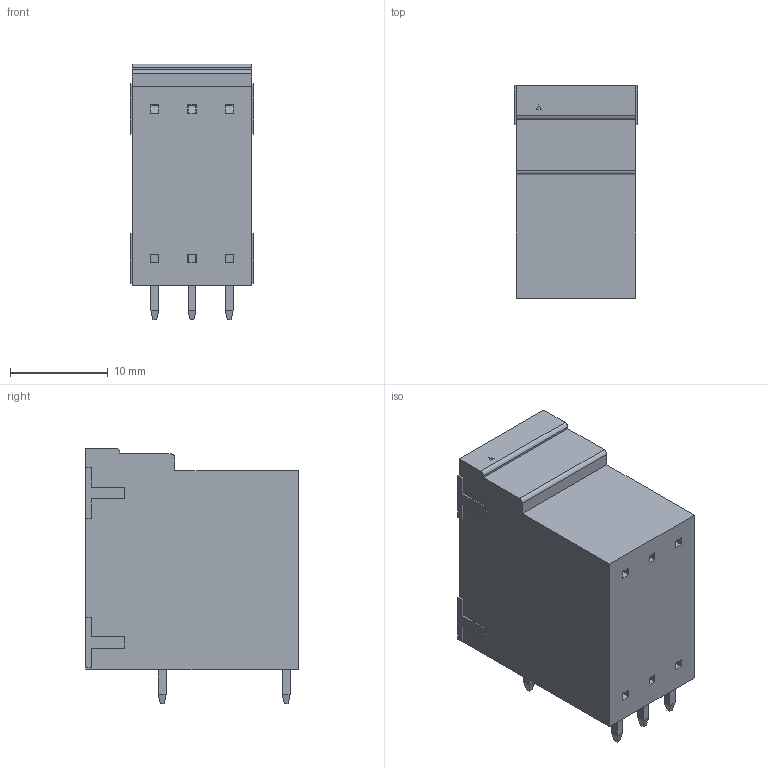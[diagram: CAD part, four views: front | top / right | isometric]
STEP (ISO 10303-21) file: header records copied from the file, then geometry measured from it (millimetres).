
FILE_DESCRIPTION (( 'STEP AP214' ), '1' );
FILE_NAME ('15EDGRH-3.81-06P-14-00AH.STEP', '2021-02-01T23:37:43', ( '' ), ( '' ), 'SwSTEP 2.0', 'SolidWorks 2020', '' );
FILE_SCHEMA (( 'AUTOMOTIVE_DESIGN' ));
Length unit declared in the file: millimetre
Products named in the file (1): 15EDGRH-3.81-06P-14-00AH
Bounding box: 12.66 x 21.8 x 26.2 mm (x, y, z)
Volume: 4297.7 mm3; surface area: 4213 mm2
Topology: 1 solids, 1 shells, 807 faces, 2151 edges, 1406 vertices
Faces by surface type: plane 616, bspline 156, cylinder 23, torus 12
Entity records: 37410 total; most frequent: CARTESIAN_POINT 13173, ORIENTED_EDGE 4302, DIRECTION 3255, EDGE_CURVE 2151, LINE 1751, VECTOR 1751, VERTEX_POINT 1406, EDGE_LOOP 873
